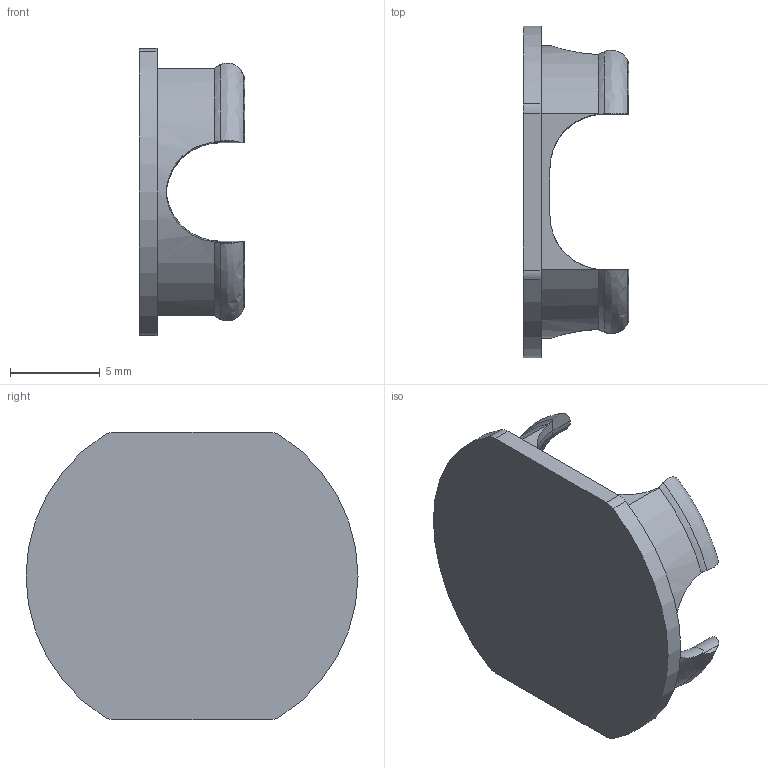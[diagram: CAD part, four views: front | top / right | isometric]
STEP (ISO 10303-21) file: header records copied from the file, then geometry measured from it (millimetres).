
FILE_DESCRIPTION(/* description */ (''),/* implementation_level */ '2;1');
FILE_NAME(/* name */ 'dji_rm510b_Ntype_plug.step',/* time_stamp */ '2025-03-28T11:49:22+02:00',/* author */ (''),/* organization */ (''),/* preprocessor_version */ 'ST-DEVELOPER v20.1',/* originating_system */ 'Autodesk Translation Framework v14.4.0.0',/* authorisation */ '');
FILE_SCHEMA (('AUTOMOTIVE_DESIGN { 1 0 10303 214 3 1 1 }'));
Length unit declared in the file: millimetre
Products named in the file (2): N-type plug short; N-type plug old v2
Assembly tree (1 placements, depth 2):
  N-type plug short
    N-type plug old v2
Bounding box: 5.9 x 18.5 x 16 mm (x, y, z)
Volume: 479.8 mm3; surface area: 775 mm2
Topology: 1 solids, 1 shells, 67 faces, 188 edges, 124 vertices
Faces by surface type: cylinder 24, plane 19, torus 12, bspline 12
Entity records: 2616 total; most frequent: CARTESIAN_POINT 956, ORIENTED_EDGE 376, DIRECTION 300, EDGE_CURVE 188, VERTEX_POINT 124, AXIS2_PLACEMENT_3D 124, B_SPLINE_CURVE_WITH_KNOTS 70, EDGE_LOOP 68
